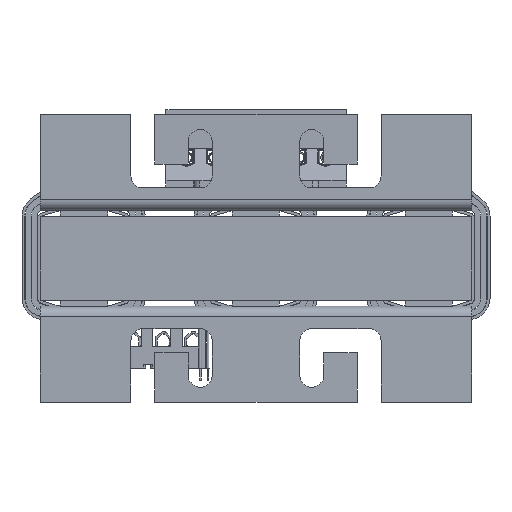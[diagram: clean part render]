
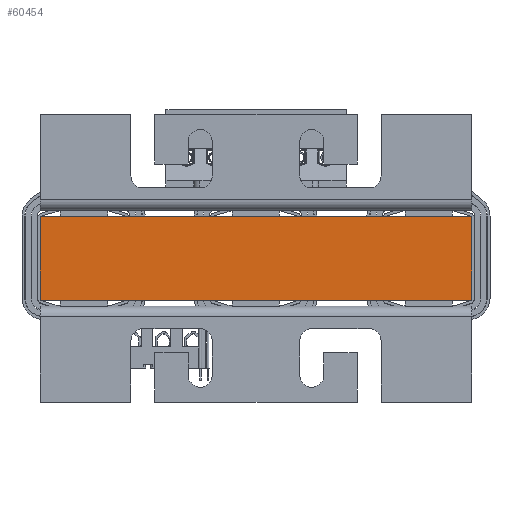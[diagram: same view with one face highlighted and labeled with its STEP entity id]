
A CAD part, front view. The second image highlights one B-rep face of the part: STEP entity #60454.
In plain terms, the highlighted planar face has unit normal (0, -1, 0).
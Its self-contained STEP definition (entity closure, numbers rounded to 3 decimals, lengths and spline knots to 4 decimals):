
#4804=FACE_OUTER_BOUND('',#8190,.T.);
#8190=EDGE_LOOP('',(#41212,#41213,#41214,#41215));
#12916=LINE('',#81327,#19213);
#12921=LINE('',#81336,#19218);
#12925=LINE('',#81344,#19222);
#12926=LINE('',#81346,#19223);
#19213=VECTOR('',#68435,0.3937);
#19218=VECTOR('',#68442,0.3937);
#19222=VECTOR('',#68450,0.3937);
#19223=VECTOR('',#68453,0.3937);
#25447=VERTEX_POINT('',#81323);
#25449=VERTEX_POINT('',#81326);
#25451=VERTEX_POINT('',#81332);
#25454=VERTEX_POINT('',#81342);
#31626=EDGE_CURVE('',#25449,#25447,#12916,.T.);
#31631=EDGE_CURVE('',#25451,#25449,#12921,.T.);
#31635=EDGE_CURVE('',#25447,#25454,#12925,.T.);
#31636=EDGE_CURVE('',#25454,#25451,#12926,.T.);
#41212=ORIENTED_EDGE('',*,*,#31636,.T.);
#41213=ORIENTED_EDGE('',*,*,#31631,.T.);
#41214=ORIENTED_EDGE('',*,*,#31626,.T.);
#41215=ORIENTED_EDGE('',*,*,#31635,.T.);
#58345=PLANE('',#64422);
#60454=ADVANCED_FACE('',(#4804),#58345,.T.);
#64422=AXIS2_PLACEMENT_3D('',#81345,#68451,#68452);
#68435=DIRECTION('',(1.,0.,0.));
#68442=DIRECTION('',(0.,0.,-1.));
#68450=DIRECTION('',(0.,0.,1.));
#68451=DIRECTION('center_axis',(0.,-1.,0.));
#68452=DIRECTION('ref_axis',(0.,0.,-1.));
#68453=DIRECTION('',(-1.,0.,0.));
#81323=CARTESIAN_POINT('',(7.7153,-0.9586,-0.875));
#81326=CARTESIAN_POINT('',(-1.2847,-0.9586,-0.875));
#81327=CARTESIAN_POINT('',(7.7153,-0.9586,-0.875));
#81332=CARTESIAN_POINT('',(-1.2847,-0.9586,0.875));
#81336=CARTESIAN_POINT('',(-1.2847,-0.9586,0.));
#81342=CARTESIAN_POINT('',(7.7153,-0.9586,0.875));
#81344=CARTESIAN_POINT('',(7.7153,-0.9586,0.));
#81345=CARTESIAN_POINT('Origin',(7.7153,-0.9586,0.));
#81346=CARTESIAN_POINT('',(7.7153,-0.9586,0.875));
